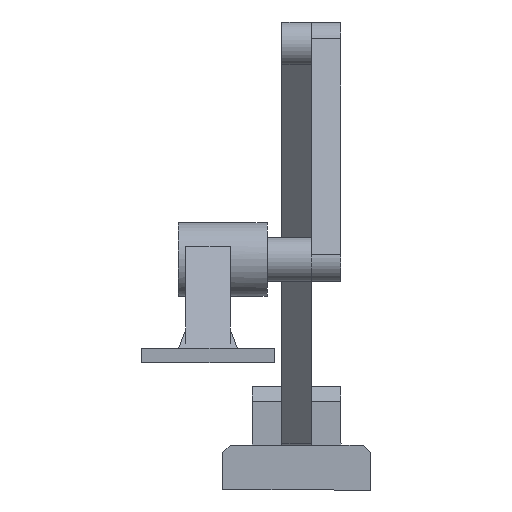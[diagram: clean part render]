
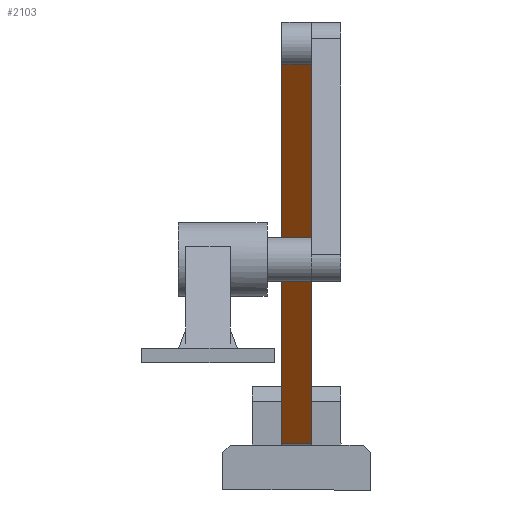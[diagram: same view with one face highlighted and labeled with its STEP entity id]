
A CAD part, left-side view. The second image highlights one B-rep face of the part: STEP entity #2103.
In plain terms, the highlighted face is planar.
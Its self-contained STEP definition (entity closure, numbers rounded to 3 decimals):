
#160=PLANE('',#2379);
#292=FACE_OUTER_BOUND('',#424,.T.);
#424=EDGE_LOOP('',(#1765,#1766,#1767,#1768));
#598=LINE('',#3432,#811);
#600=LINE('',#3446,#813);
#601=LINE('',#3447,#814);
#602=LINE('',#3448,#815);
#811=VECTOR('',#2796,10.);
#813=VECTOR('',#2814,10.);
#814=VECTOR('',#2815,10.);
#815=VECTOR('',#2816,10.);
#1084=VERTEX_POINT('',#3425);
#1087=VERTEX_POINT('',#3430);
#1090=VERTEX_POINT('',#3444);
#1091=VERTEX_POINT('',#3445);
#1325=EDGE_CURVE('',#1087,#1084,#598,.T.);
#1331=EDGE_CURVE('',#1090,#1091,#600,.T.);
#1332=EDGE_CURVE('',#1091,#1084,#601,.T.);
#1333=EDGE_CURVE('',#1090,#1087,#602,.T.);
#1765=ORIENTED_EDGE('',*,*,#1331,.T.);
#1766=ORIENTED_EDGE('',*,*,#1332,.T.);
#1767=ORIENTED_EDGE('',*,*,#1325,.F.);
#1768=ORIENTED_EDGE('',*,*,#1333,.F.);
#2103=ADVANCED_FACE('',(#292),#160,.T.);
#2379=AXIS2_PLACEMENT_3D('',#3443,#2812,#2813);
#2796=DIRECTION('',(-0.989,0.,0.151));
#2812=DIRECTION('center_axis',(-0.151,0.,
-0.989));
#2813=DIRECTION('ref_axis',(-0.989,0.,0.151));
#2814=DIRECTION('',(-0.989,0.,0.151));
#2815=DIRECTION('',(0.,1.,0.));
#2816=DIRECTION('',(0.,1.,0.));
#3425=CARTESIAN_POINT('',(103.817,-50.,91.221));
#3430=CARTESIAN_POINT('',(797.734,-50.,-14.828));
#3432=CARTESIAN_POINT('',(797.734,-50.,-14.828));
#3443=CARTESIAN_POINT('Origin',(797.734,-70.,-14.828));
#3444=CARTESIAN_POINT('',(797.734,-70.,-14.828));
#3445=CARTESIAN_POINT('',(103.817,-70.,91.221));
#3446=CARTESIAN_POINT('',(797.734,-70.,-14.828));
#3447=CARTESIAN_POINT('',(103.817,-70.,91.221));
#3448=CARTESIAN_POINT('',(797.734,-70.,-14.828));
